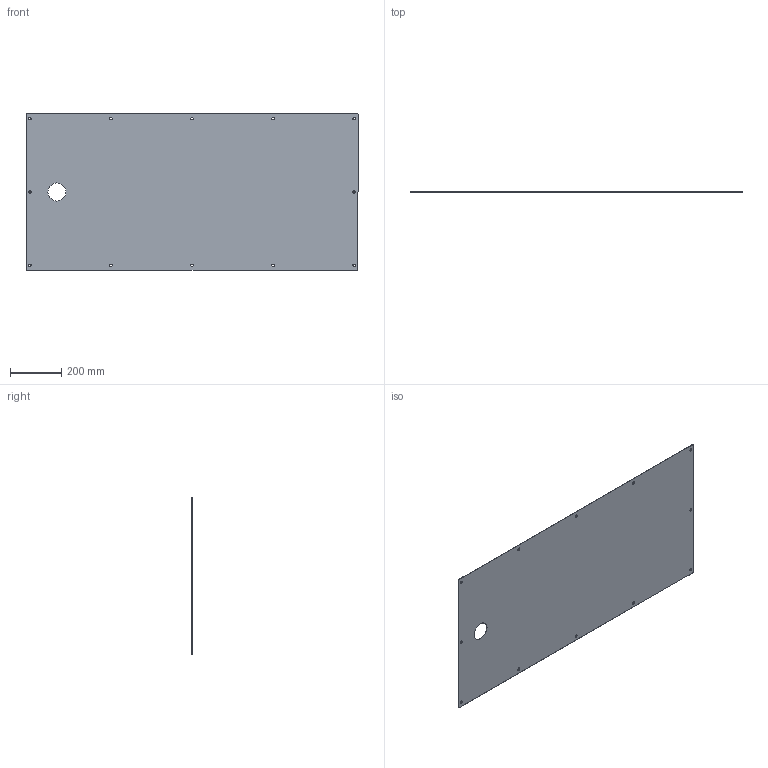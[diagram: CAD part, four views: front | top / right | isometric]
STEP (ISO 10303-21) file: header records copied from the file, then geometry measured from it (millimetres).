
FILE_DESCRIPTION (( 'STEP AP203' ), '1' );
FILE_NAME ('47A0002-齒箱蓋板.STEP', '2023-10-02T05:43:27', ( '' ), ( '' ), 'SwSTEP 2.0', 'SolidWorks 2018', '' );
FILE_SCHEMA (( 'CONFIG_CONTROL_DESIGN' ));
Length unit declared in the file: millimetre
Products named in the file (1): 47A0002-齒箱蓋板
Bounding box: 1290 x 2 x 610 mm (x, y, z)
Volume: 1564182.1 mm3; surface area: 1572961.9 mm2
Topology: 1 solids, 1 shells, 23 faces, 63 edges, 42 vertices
Faces by surface type: cylinder 13, plane 10
Full cylindrical faces by diameter (mm): 10 x12, 70 x1
Entity records: 807 total; most frequent: DIRECTION 124, CARTESIAN_POINT 116, ORIENTED_EDGE 100, EDGE_LOOP 62, AXIS2_PLACEMENT_3D 50, EDGE_CURVE 50, VERTEX_POINT 42, FACE_OUTER_BOUND 36
